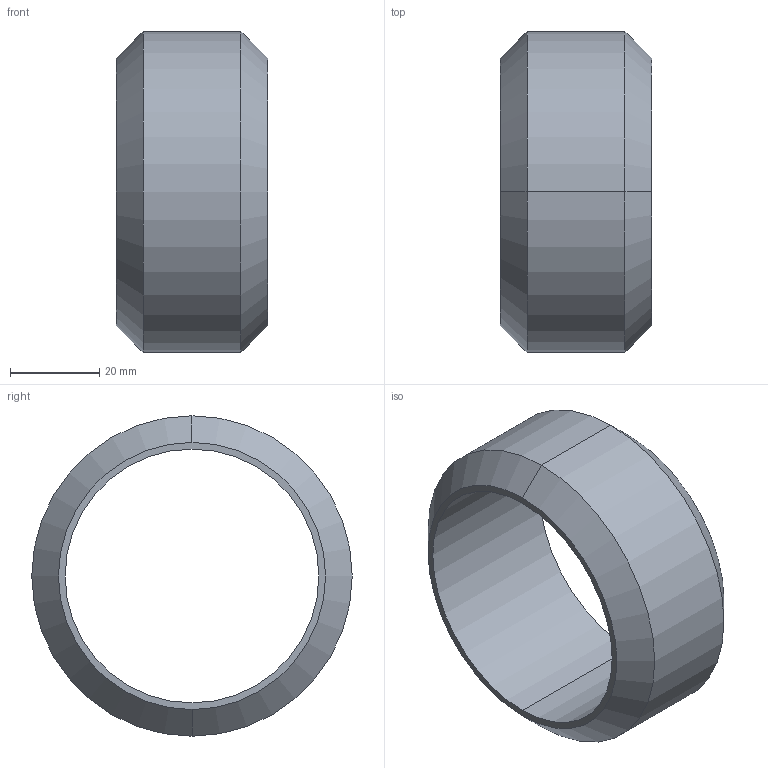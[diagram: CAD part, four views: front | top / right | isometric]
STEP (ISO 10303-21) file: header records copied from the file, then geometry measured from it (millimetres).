
FILE_DESCRIPTION(('CATIA V5 STEP','CAx-IF Rec.Pracs.--- Model Styling and Organization---1.4--- 2014-01-23','CAx-IF Rec.Pracs.---3D Tessellated Data Validation Properties---0.5---2014-09-14'),'2;1');
FILE_NAME('Bague.stp','2023-04-04T07:06:36+00:00',('none'),('none'),'CATIA Version 5-6 Release 2017 SP6','CATIA V5 STEP AP242','none');
FILE_SCHEMA(('AP242_MANAGED_MODEL_BASED_3D_ENGINEERING_MIM_LF {1 0 10303 442 1 1 4}'));
Length unit declared in the file: millimetre
Products named in the file (1): Part76
Bounding box: 34 x 72 x 72 mm (x, y, z)
Volume: 43980.7 mm3; surface area: 15134.8 mm2
Topology: 1 solids, 1 shells, 10 faces, 20 edges, 12 vertices
Faces by surface type: cone 4, cylinder 4, plane 2
Entity records: 257 total; most frequent: ORIENTED_EDGE 40, CARTESIAN_POINT 39, DIRECTION 32, EDGE_CURVE 20, AXIS2_PLACEMENT_3D 19, CIRCLE 12, EDGE_LOOP 12, VERTEX_POINT 12
